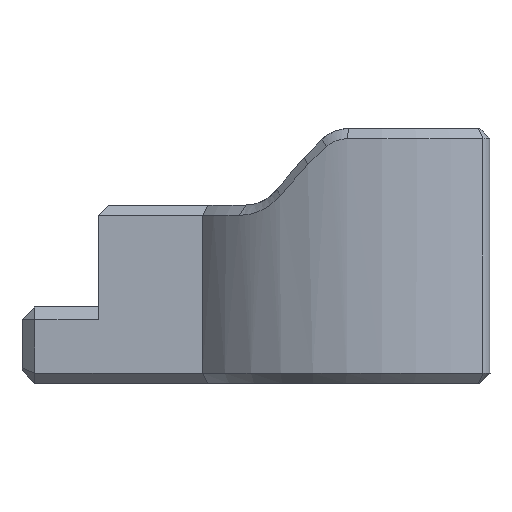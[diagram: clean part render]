
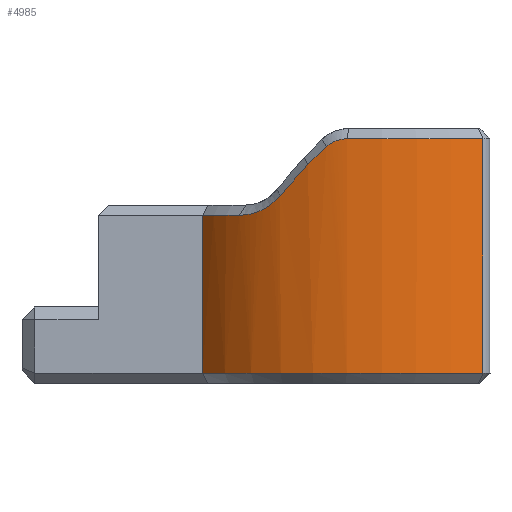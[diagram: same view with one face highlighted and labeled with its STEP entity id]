
A CAD part, front view. The second image highlights one B-rep face of the part: STEP entity #4985.
In plain terms, the highlighted cylindrical face has radius 17.4 mm (diameter 34.8 mm), a partial arc.
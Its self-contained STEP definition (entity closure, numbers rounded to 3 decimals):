
#33 = EDGE_CURVE ( 'NONE', #3202, #381, #884, .T. ) ;
#54 = ORIENTED_EDGE ( 'NONE', *, *, #710, .T. ) ;
#71 = EDGE_CURVE ( 'NONE', #3054, #4493, #1205, .T. ) ;
#90 = CARTESIAN_POINT ( 'NONE',  ( -8.129, -15.384, 14.764 ) ) ;
#115 = CARTESIAN_POINT ( 'NONE',  ( -8.989, -14.898, 13.938 ) ) ;
#164 = CARTESIAN_POINT ( 'NONE',  ( -8.18, -15.357, 14.697 ) ) ;
#193 = CARTESIAN_POINT ( 'NONE',  ( -9.295, -14.71, 13.744 ) ) ;
#294 = CARTESIAN_POINT ( 'NONE',  ( -11.35, -13.188, 13.2 ) ) ;
#322 = CARTESIAN_POINT ( 'NONE',  ( -10.787, -13.653, 13.238 ) ) ;
#339 = VECTOR ( 'NONE', #2087, 1000. ) ;
#351 = CARTESIAN_POINT ( 'NONE',  ( -10.358, -13.982, 13.32 ) ) ;
#376 = DIRECTION ( 'NONE',  ( 0., 0., -1. ) ) ;
#379 = CARTESIAN_POINT ( 'NONE',  ( -5.523, -16.507, 17.599 ) ) ;
#381 = VERTEX_POINT ( 'NONE', #1688 ) ;
#424 = ORIENTED_EDGE ( 'NONE', *, *, #3240, .T. ) ;
#449 = CARTESIAN_POINT ( 'NONE',  ( 0., 0., 0.8 ) ) ;
#473 = CARTESIAN_POINT ( 'NONE',  ( -3.634, -17.017, 19.087 ) ) ;
#526 = CARTESIAN_POINT ( 'NONE',  ( -4.307, -16.86, 18.759 ) ) ;
#532 = VERTEX_POINT ( 'NONE', #1336 ) ;
#571 = CARTESIAN_POINT ( 'NONE',  ( -9.158, -14.795, 13.827 ) ) ;
#597 = CARTESIAN_POINT ( 'NONE',  ( -9.609, -14.506, 13.582 ) ) ;
#709 = CARTESIAN_POINT ( 'NONE',  ( -14.239, -10., 13.2 ) ) ;
#710 = EDGE_CURVE ( 'NONE', #2110, #3202, #2672, .T. ) ;
#743 = ORIENTED_EDGE ( 'NONE', *, *, #2991, .T. ) ;
#763 = CARTESIAN_POINT ( 'NONE',  ( -7.48, -15.727, 15.615 ) ) ;
#884 = LINE ( 'NONE', #3261, #339 ) ;
#897 = CYLINDRICAL_SURFACE ( 'NONE', #2043, 17.4 ) ;
#920 = ORIENTED_EDGE ( 'NONE', *, *, #2985, .T. ) ;
#970 = CARTESIAN_POINT ( 'NONE',  ( -8.129, -15.384, 14.764 ) ) ;
#971 = DIRECTION ( 'NONE',  ( -1., 0., 0. ) ) ;
#975 = VERTEX_POINT ( 'NONE', #1481 ) ;
#996 = EDGE_LOOP ( 'NONE', ( #3306, #54, #1982, #920, #424, #1100, #743, #3874, #1866 ) ) ;
#1001 = CARTESIAN_POINT ( 'NONE',  ( -8.129, -15.384, 14.764 ) ) ;
#1081 = DIRECTION ( 'NONE',  ( 0., 0., 1. ) ) ;
#1091 = CARTESIAN_POINT ( 'NONE',  ( -10.68, -13.737, 13.253 ) ) ;
#1100 = ORIENTED_EDGE ( 'NONE', *, *, #71, .T. ) ;
#1194 = DIRECTION ( 'NONE',  ( 1., 0., 0. ) ) ;
#1205 = CIRCLE ( 'NONE', #3719, 17.4 ) ;
#1264 = CARTESIAN_POINT ( 'NONE',  ( -10.249, -14.062, 13.347 ) ) ;
#1287 = EDGE_CURVE ( 'NONE', #1485, #4677, #3601, .T. ) ;
#1315 = CARTESIAN_POINT ( 'NONE',  ( -8.234, -15.329, 14.632 ) ) ;
#1336 = CARTESIAN_POINT ( 'NONE',  ( -4.521, -16.802, 18.556 ) ) ;
#1361 = CARTESIAN_POINT ( 'NONE',  ( -9.998, -14.241, 13.425 ) ) ;
#1447 = DIRECTION ( 'NONE',  ( 0., 0., -1. ) ) ;
#1481 = CARTESIAN_POINT ( 'NONE',  ( 7.765, -15.571, 0.8 ) ) ;
#1485 = VERTEX_POINT ( 'NONE', #1820 ) ;
#1491 = CARTESIAN_POINT ( 'NONE',  ( -4.521, -16.802, 18.556 ) ) ;
#1492 = CARTESIAN_POINT ( 'NONE',  ( -10.895, -13.567, 13.225 ) ) ;
#1501 = CARTESIAN_POINT ( 'NONE',  ( -5.98, -16.34, 17.163 ) ) ;
#1643 = CARTESIAN_POINT ( 'NONE',  ( -4.521, -16.802, 18.556 ) ) ;
#1688 = CARTESIAN_POINT ( 'NONE',  ( -14.239, -10., 0.8 ) ) ;
#1690 = CARTESIAN_POINT ( 'NONE',  ( -8.344, -15.269, 14.506 ) ) ;
#1735 = B_SPLINE_CURVE_WITH_KNOTS ( 'NONE', 3,
 ( #970, #164, #1315, #1690, #4414, #2861, #4034, #3647, #115, #2480, #571, #2101, #193, #3271, #4438, #4059, #597, #2128, #3674, #4844, #1361, #3196, #4744, #1264, #351, #3348, #1769, #4979, #1091, #322, #1797, #1492, #3043, #4870, #294 ),
 .UNSPECIFIED., .F., .F.,
 ( 4, 2, 2, 2, 1, 2, 2, 1, 2, 2, 1, 2, 2, 1, 2, 2, 1, 2, 2, 4 ),
 ( 0., 0.063, 0.125, 0.25, 0.313, 0.344, 0.375, 0.438, 0.469, 0.5, 0.563, 0.594, 0.625, 0.688, 0.719, 0.75, 0.813, 0.844, 0.875, 1. ),
 .UNSPECIFIED. ) ;
#1769 = CARTESIAN_POINT ( 'NONE',  ( -10.468, -13.899, 13.294 ) ) ;
#1797 = CARTESIAN_POINT ( 'NONE',  ( -10.858, -13.596, 13.229 ) ) ;
#1820 = CARTESIAN_POINT ( 'NONE',  ( -5.98, -16.34, 17.163 ) ) ;
#1866 = ORIENTED_EDGE ( 'NONE', *, *, #1287, .T. ) ;
#1952 = AXIS2_PLACEMENT_3D ( 'NONE', #449, #3122, #1194 ) ;
#1982 = ORIENTED_EDGE ( 'NONE', *, *, #33, .T. ) ;
#2043 = AXIS2_PLACEMENT_3D ( 'NONE', #2053, #4439, #971 ) ;
#2053 = CARTESIAN_POINT ( 'NONE',  ( 0., 0., 14. ) ) ;
#2087 = DIRECTION ( 'NONE',  ( 0., 0., -1. ) ) ;
#2101 = CARTESIAN_POINT ( 'NONE',  ( -9.194, -14.773, 13.805 ) ) ;
#2110 = VERTEX_POINT ( 'NONE', #2636 ) ;
#2128 = CARTESIAN_POINT ( 'NONE',  ( -9.713, -14.437, 13.535 ) ) ;
#2274 = LINE ( 'NONE', #4179, #4711 ) ;
#2480 = CARTESIAN_POINT ( 'NONE',  ( -9.09, -14.837, 13.871 ) ) ;
#2636 = CARTESIAN_POINT ( 'NONE',  ( -11.35, -13.188, 13.2 ) ) ;
#2672 = CIRCLE ( 'NONE', #4452, 17.4 ) ;
#2808 = FACE_OUTER_BOUND ( 'NONE', #996, .T. ) ;
#2861 = CARTESIAN_POINT ( 'NONE',  ( -8.576, -15.14, 14.269 ) ) ;
#2985 = EDGE_CURVE ( 'NONE', #381, #975, #4638, .T. ) ;
#2991 = EDGE_CURVE ( 'NONE', #4493, #532, #4516, .T. ) ;
#3042 = CARTESIAN_POINT ( 'NONE',  ( -5.98, -16.34, 17.163 ) ) ;
#3043 = CARTESIAN_POINT ( 'NONE',  ( -11.069, -13.426, 13.207 ) ) ;
#3054 = VERTEX_POINT ( 'NONE', #4773 ) ;
#3122 = DIRECTION ( 'NONE',  ( 0., 0., 1. ) ) ;
#3147 = CARTESIAN_POINT ( 'NONE',  ( -3.043, -17.133, 19.2 ) ) ;
#3172 = CARTESIAN_POINT ( 'NONE',  ( -3.491, -17.047, 19.129 ) ) ;
#3196 = CARTESIAN_POINT ( 'NONE',  ( -10.036, -14.214, 13.413 ) ) ;
#3202 = VERTEX_POINT ( 'NONE', #709 ) ;
#3240 = EDGE_CURVE ( 'NONE', #975, #3054, #2274, .T. ) ;
#3261 = CARTESIAN_POINT ( 'NONE',  ( -14.239, -10., 14. ) ) ;
#3271 = CARTESIAN_POINT ( 'NONE',  ( -9.397, -14.645, 13.687 ) ) ;
#3306 = ORIENTED_EDGE ( 'NONE', *, *, #4205, .T. ) ;
#3308 = CARTESIAN_POINT ( 'NONE',  ( 0., 0., 19.2 ) ) ;
#3348 = CARTESIAN_POINT ( 'NONE',  ( -10.43, -13.928, 13.303 ) ) ;
#3526 = CARTESIAN_POINT ( 'NONE',  ( -2.89, -17.158, 19.2 ) ) ;
#3601 = B_SPLINE_CURVE_WITH_KNOTS ( 'NONE', 3,
 ( #1501, #4608, #763, #90 ),
 .UNSPECIFIED., .F., .F.,
 ( 4, 4 ),
 ( 0., 1. ),
 .UNSPECIFIED. ) ;
#3647 = CARTESIAN_POINT ( 'NONE',  ( -8.891, -14.957, 14.009 ) ) ;
#3674 = CARTESIAN_POINT ( 'NONE',  ( -9.819, -14.365, 13.491 ) ) ;
#3719 = AXIS2_PLACEMENT_3D ( 'NONE', #3308, #1447, #4524 ) ;
#3833 = CARTESIAN_POINT ( 'NONE',  ( 0., 0., 13.2 ) ) ;
#3836 = CARTESIAN_POINT ( 'NONE',  ( -5.037, -16.664, 18.064 ) ) ;
#3874 = ORIENTED_EDGE ( 'NONE', *, *, #4513, .T. ) ;
#3986 = CARTESIAN_POINT ( 'NONE',  ( -3.196, -17.105, 19.185 ) ) ;
#4034 = CARTESIAN_POINT ( 'NONE',  ( -8.7, -15.07, 14.159 ) ) ;
#4059 = CARTESIAN_POINT ( 'NONE',  ( -9.573, -14.53, 13.599 ) ) ;
#4179 = CARTESIAN_POINT ( 'NONE',  ( 7.765, -15.571, 14. ) ) ;
#4205 = EDGE_CURVE ( 'NONE', #4677, #2110, #1735, .T. ) ;
#4414 = CARTESIAN_POINT ( 'NONE',  ( -8.402, -15.237, 14.443 ) ) ;
#4438 = CARTESIAN_POINT ( 'NONE',  ( -9.502, -14.576, 13.634 ) ) ;
#4439 = DIRECTION ( 'NONE',  ( 0., 0., -1. ) ) ;
#4452 = AXIS2_PLACEMENT_3D ( 'NONE', #3833, #376, #4624 ) ;
#4493 = VERTEX_POINT ( 'NONE', #5009 ) ;
#4513 = EDGE_CURVE ( 'NONE', #532, #1485, #4793, .T. ) ;
#4516 = B_SPLINE_CURVE_WITH_KNOTS ( 'NONE', 3,
 ( #3526, #3147, #3986, #3172, #473, #4798, #526, #1643 ),
 .UNSPECIFIED., .F., .F.,
 ( 4, 2, 2, 4 ),
 ( 0., 0.25, 0.5, 1. ),
 .UNSPECIFIED. ) ;
#4524 = DIRECTION ( 'NONE',  ( 1., 0., 0. ) ) ;
#4608 = CARTESIAN_POINT ( 'NONE',  ( -6.764, -16.053, 16.415 ) ) ;
#4624 = DIRECTION ( 'NONE',  ( 1., 0., 0. ) ) ;
#4638 = CIRCLE ( 'NONE', #1952, 17.4 ) ;
#4677 = VERTEX_POINT ( 'NONE', #1001 ) ;
#4711 = VECTOR ( 'NONE', #1081, 1000. ) ;
#4744 = CARTESIAN_POINT ( 'NONE',  ( -10.142, -14.139, 13.378 ) ) ;
#4773 = CARTESIAN_POINT ( 'NONE',  ( 7.765, -15.571, 19.2 ) ) ;
#4793 = B_SPLINE_CURVE_WITH_KNOTS ( 'NONE', 3,
 ( #1491, #3836, #379, #3042 ),
 .UNSPECIFIED., .F., .F.,
 ( 4, 4 ),
 ( 0., 1. ),
 .UNSPECIFIED. ) ;
#4798 = CARTESIAN_POINT ( 'NONE',  ( -4.054, -16.924, 18.921 ) ) ;
#4844 = CARTESIAN_POINT ( 'NONE',  ( -9.926, -14.291, 13.451 ) ) ;
#4870 = CARTESIAN_POINT ( 'NONE',  ( -11.21, -13.309, 13.2 ) ) ;
#4979 = CARTESIAN_POINT ( 'NONE',  ( -10.573, -13.819, 13.272 ) ) ;
#4985 = ADVANCED_FACE ( 'NONE', ( #2808 ), #897, .T. ) ;
#5009 = CARTESIAN_POINT ( 'NONE',  ( -2.89, -17.158, 19.2 ) ) ;
